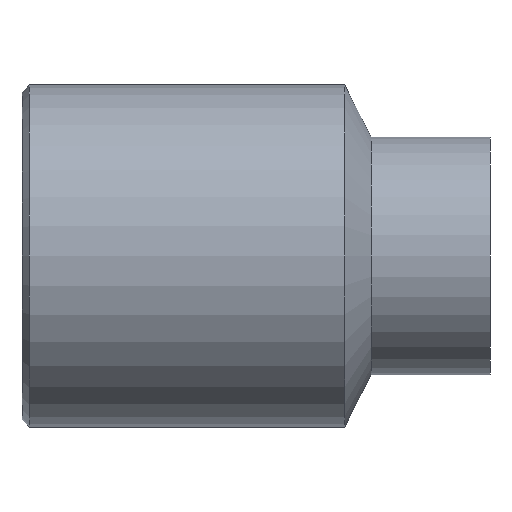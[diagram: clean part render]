
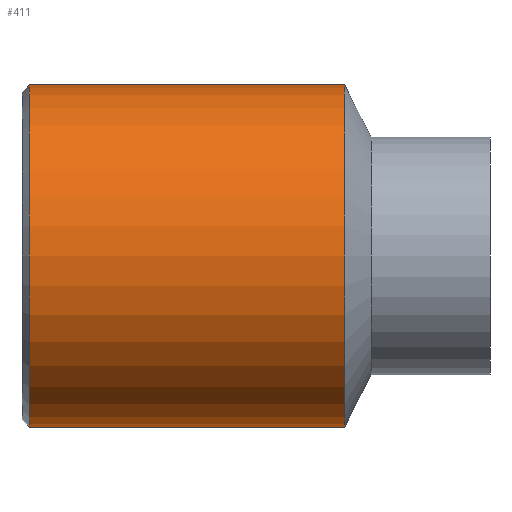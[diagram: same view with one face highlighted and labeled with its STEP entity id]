
A CAD part, left-side view. The second image highlights one B-rep face of the part: STEP entity #411.
In plain terms, the highlighted cylindrical face has radius 7.2 mm (diameter 14.4 mm), a partial arc.
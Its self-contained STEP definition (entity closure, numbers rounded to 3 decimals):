
#97=CARTESIAN_POINT('Vertex',(0.,6.121,7.2)) ;
#99=CARTESIAN_POINT('Vertex',(0.,6.121,-7.2)) ;
#128=CARTESIAN_POINT('Axis2P3D Location',(0.,6.121,0.)) ;
#369=CARTESIAN_POINT('Axis2P3D Location',(0.,9.85,0.)) ;
#374=CARTESIAN_POINT('Line Origine',(0.,12.91,7.2)) ;
#378=CARTESIAN_POINT('Vertex',(0.,19.4,7.2)) ;
#381=CARTESIAN_POINT('Line Origine',(0.,12.91,-7.2)) ;
#385=CARTESIAN_POINT('Vertex',(0.,19.4,-7.2)) ;
#400=CARTESIAN_POINT('Axis2P3D Location',(0.,19.4,0.)) ;
#376=VECTOR('Line Direction',#375,1.) ;
#383=VECTOR('Line Direction',#382,1.) ;
#129=DIRECTION('Axis2P3D Direction',(0.,1.,0.)) ;
#370=DIRECTION('Axis2P3D Direction',(0.,1.,0.)) ;
#371=DIRECTION('Axis2P3D XDirection',(0.,0.,1.)) ;
#375=DIRECTION('Vector Direction',(0.,1.,0.)) ;
#382=DIRECTION('Vector Direction',(0.,1.,0.)) ;
#401=DIRECTION('Axis2P3D Direction',(0.,1.,0.)) ;
#130=AXIS2_PLACEMENT_3D('Circle Axis2P3D',#128,#129,$) ;
#372=AXIS2_PLACEMENT_3D('Cylinder Axis2P3D',#369,#370,#371) ;
#402=AXIS2_PLACEMENT_3D('Circle Axis2P3D',#400,#401,$) ;
#377=LINE('Line',#374,#376) ;
#384=LINE('Line',#381,#383) ;
#131=CIRCLE('generated circle',#130,7.2) ;
#403=CIRCLE('generated circle',#402,7.2) ;
#373=CYLINDRICAL_SURFACE('generated cylinder',#372,7.2) ;
#132=EDGE_CURVE('',#100,#98,#131,.T.) ;
#380=EDGE_CURVE('',#379,#98,#377,.F.) ;
#387=EDGE_CURVE('',#386,#100,#384,.F.) ;
#404=EDGE_CURVE('',#386,#379,#403,.T.) ;
#406=ORIENTED_EDGE('',*,*,#387,.T.) ;
#407=ORIENTED_EDGE('',*,*,#132,.T.) ;
#408=ORIENTED_EDGE('',*,*,#380,.F.) ;
#409=ORIENTED_EDGE('',*,*,#404,.F.) ;
#405=EDGE_LOOP('',(#406,#407,#408,#409)) ;
#98=VERTEX_POINT('',#97) ;
#100=VERTEX_POINT('',#99) ;
#379=VERTEX_POINT('',#378) ;
#386=VERTEX_POINT('',#385) ;
#411=ADVANCED_FACE('PartBody',(#410),#373,.T.) ;
#410=FACE_OUTER_BOUND('',#405,.T.) ;
